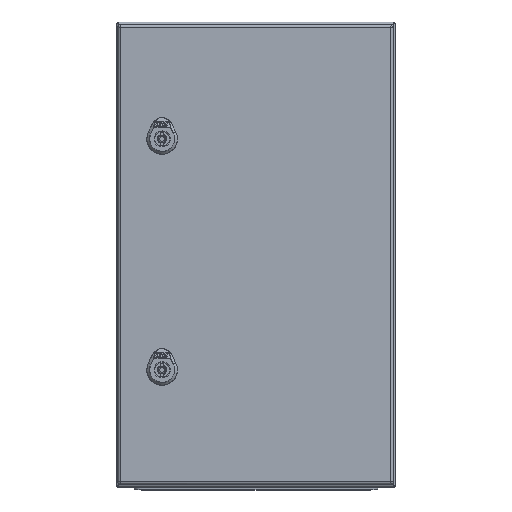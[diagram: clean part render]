
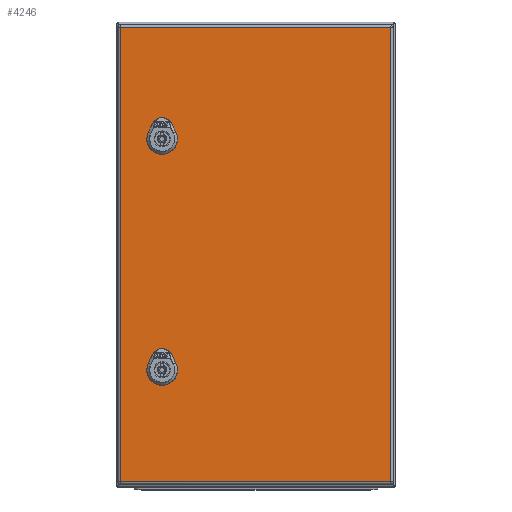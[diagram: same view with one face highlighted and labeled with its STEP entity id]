
A CAD part, top view. The second image highlights one B-rep face of the part: STEP entity #4246.
In plain terms, the highlighted face is planar.
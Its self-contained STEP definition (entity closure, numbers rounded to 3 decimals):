
#883=FACE_BOUND('',#6657,.T.);
#884=FACE_BOUND('',#6658,.T.);
#885=FACE_BOUND('',#6659,.T.);
#4246=ADVANCED_FACE('',(#883,#884,#885),#4912,.F.);
#4912=PLANE('',#19895);
#6657=EDGE_LOOP('',(#11032,#11033,#11034,#11035));
#6658=EDGE_LOOP('',(#11036,#11037,#11038,#11039,#11040,#11041,#11042,#11043));
#6659=EDGE_LOOP('',(#11044,#11045,#11046,#11047,#11048,#11049,#11050,#11051));
#7566=CIRCLE('',#19887,11.25);
#7567=CIRCLE('',#19888,11.25);
#7568=CIRCLE('',#19889,11.25);
#7569=CIRCLE('',#19890,11.25);
#7570=CIRCLE('',#19891,11.25);
#7571=CIRCLE('',#19892,11.25);
#7572=CIRCLE('',#19893,11.25);
#7573=CIRCLE('',#19894,11.25);
#11032=ORIENTED_EDGE('',*,*,#15641,.T.);
#11033=ORIENTED_EDGE('',*,*,#15642,.T.);
#11034=ORIENTED_EDGE('',*,*,#15643,.T.);
#11035=ORIENTED_EDGE('',*,*,#15644,.T.);
#11036=ORIENTED_EDGE('',*,*,#15645,.T.);
#11037=ORIENTED_EDGE('',*,*,#15646,.T.);
#11038=ORIENTED_EDGE('',*,*,#15647,.T.);
#11039=ORIENTED_EDGE('',*,*,#15648,.T.);
#11040=ORIENTED_EDGE('',*,*,#15649,.T.);
#11041=ORIENTED_EDGE('',*,*,#15650,.T.);
#11042=ORIENTED_EDGE('',*,*,#15651,.T.);
#11043=ORIENTED_EDGE('',*,*,#15652,.T.);
#11044=ORIENTED_EDGE('',*,*,#15653,.F.);
#11045=ORIENTED_EDGE('',*,*,#15654,.F.);
#11046=ORIENTED_EDGE('',*,*,#15655,.F.);
#11047=ORIENTED_EDGE('',*,*,#15656,.F.);
#11048=ORIENTED_EDGE('',*,*,#15657,.F.);
#11049=ORIENTED_EDGE('',*,*,#15658,.F.);
#11050=ORIENTED_EDGE('',*,*,#15659,.F.);
#11051=ORIENTED_EDGE('',*,*,#15660,.F.);
#13666=VERTEX_POINT('',#35571);
#13667=VERTEX_POINT('',#35572);
#13668=VERTEX_POINT('',#35574);
#13669=VERTEX_POINT('',#35576);
#13670=VERTEX_POINT('',#35579);
#13671=VERTEX_POINT('',#35580);
#13672=VERTEX_POINT('',#35582);
#13673=VERTEX_POINT('',#35584);
#13674=VERTEX_POINT('',#35586);
#13675=VERTEX_POINT('',#35588);
#13676=VERTEX_POINT('',#35590);
#13677=VERTEX_POINT('',#35592);
#13678=VERTEX_POINT('',#35595);
#13679=VERTEX_POINT('',#35596);
#13680=VERTEX_POINT('',#35598);
#13681=VERTEX_POINT('',#35600);
#13682=VERTEX_POINT('',#35602);
#13683=VERTEX_POINT('',#35604);
#13684=VERTEX_POINT('',#35606);
#13685=VERTEX_POINT('',#35608);
#15641=EDGE_CURVE('',#13666,#13667,#17252,.T.);
#15642=EDGE_CURVE('',#13667,#13668,#17253,.T.);
#15643=EDGE_CURVE('',#13668,#13669,#17254,.T.);
#15644=EDGE_CURVE('',#13669,#13666,#17255,.T.);
#15645=EDGE_CURVE('',#13670,#13671,#17256,.T.);
#15646=EDGE_CURVE('',#13671,#13672,#7566,.T.);
#15647=EDGE_CURVE('',#13672,#13673,#17257,.T.);
#15648=EDGE_CURVE('',#13673,#13674,#7567,.T.);
#15649=EDGE_CURVE('',#13674,#13675,#17258,.T.);
#15650=EDGE_CURVE('',#13675,#13676,#7568,.T.);
#15651=EDGE_CURVE('',#13676,#13677,#17259,.T.);
#15652=EDGE_CURVE('',#13677,#13670,#7569,.T.);
#15653=EDGE_CURVE('',#13678,#13679,#7570,.T.);
#15654=EDGE_CURVE('',#13680,#13678,#17260,.T.);
#15655=EDGE_CURVE('',#13681,#13680,#7571,.T.);
#15656=EDGE_CURVE('',#13682,#13681,#17261,.T.);
#15657=EDGE_CURVE('',#13683,#13682,#7572,.T.);
#15658=EDGE_CURVE('',#13684,#13683,#17262,.T.);
#15659=EDGE_CURVE('',#13685,#13684,#7573,.T.);
#15660=EDGE_CURVE('',#13679,#13685,#17263,.T.);
#17252=LINE('',#35570,#18466);
#17253=LINE('',#35573,#18467);
#17254=LINE('',#35575,#18468);
#17255=LINE('',#35577,#18469);
#17256=LINE('',#35578,#18470);
#17257=LINE('',#35583,#18471);
#17258=LINE('',#35587,#18472);
#17259=LINE('',#35591,#18473);
#17260=LINE('',#35597,#18474);
#17261=LINE('',#35601,#18475);
#17262=LINE('',#35605,#18476);
#17263=LINE('',#35609,#18477);
#18466=VECTOR('',#23198,1.);
#18467=VECTOR('',#23199,1.);
#18468=VECTOR('',#23200,1.);
#18469=VECTOR('',#23201,1.);
#18470=VECTOR('',#23202,1.);
#18471=VECTOR('',#23205,1.);
#18472=VECTOR('',#23208,1.);
#18473=VECTOR('',#23211,1.);
#18474=VECTOR('',#23216,1.);
#18475=VECTOR('',#23219,1.);
#18476=VECTOR('',#23222,1.);
#18477=VECTOR('',#23225,1.);
#19887=AXIS2_PLACEMENT_3D('',#35581,#23203,#23204);
#19888=AXIS2_PLACEMENT_3D('',#35585,#23206,#23207);
#19889=AXIS2_PLACEMENT_3D('',#35589,#23209,#23210);
#19890=AXIS2_PLACEMENT_3D('',#35593,#23212,#23213);
#19891=AXIS2_PLACEMENT_3D('',#35594,#23214,#23215);
#19892=AXIS2_PLACEMENT_3D('',#35599,#23217,#23218);
#19893=AXIS2_PLACEMENT_3D('',#35603,#23220,#23221);
#19894=AXIS2_PLACEMENT_3D('',#35607,#23223,#23224);
#19895=AXIS2_PLACEMENT_3D('',#35610,#23226,#23227);
#23198=DIRECTION('',(0.,1.,0.));
#23199=DIRECTION('',(1.,0.,0.));
#23200=DIRECTION('',(0.,-1.,0.));
#23201=DIRECTION('',(-1.,0.,0.));
#23202=DIRECTION('',(-1.,0.,0.));
#23203=DIRECTION('',(0.,0.,1.));
#23204=DIRECTION('',(1.,0.,0.));
#23205=DIRECTION('',(0.,-1.,0.));
#23206=DIRECTION('',(0.,0.,1.));
#23207=DIRECTION('',(1.,0.,0.));
#23208=DIRECTION('',(1.,0.,0.));
#23209=DIRECTION('',(0.,0.,1.));
#23210=DIRECTION('',(1.,0.,0.));
#23211=DIRECTION('',(0.,1.,0.));
#23212=DIRECTION('',(0.,0.,1.));
#23213=DIRECTION('',(1.,0.,0.));
#23214=DIRECTION('',(0.,0.,-1.));
#23215=DIRECTION('',(1.,0.,0.));
#23216=DIRECTION('',(-1.,0.,0.));
#23217=DIRECTION('',(0.,0.,-1.));
#23218=DIRECTION('',(1.,0.,0.));
#23219=DIRECTION('',(0.,-1.,0.));
#23220=DIRECTION('',(0.,0.,-1.));
#23221=DIRECTION('',(1.,0.,0.));
#23222=DIRECTION('',(1.,0.,0.));
#23223=DIRECTION('',(0.,0.,-1.));
#23224=DIRECTION('',(1.,0.,0.));
#23225=DIRECTION('',(0.,1.,0.));
#23226=DIRECTION('',(0.,0.,1.));
#23227=DIRECTION('',(1.,0.,0.));
#35570=CARTESIAN_POINT('',(-145.35,-244.7,0.));
#35571=CARTESIAN_POINT('',(-145.35,-244.4,0.));
#35572=CARTESIAN_POINT('',(-145.35,244.4,0.));
#35573=CARTESIAN_POINT('',(-145.65,244.4,0.));
#35574=CARTESIAN_POINT('',(145.35,244.4,0.));
#35575=CARTESIAN_POINT('',(145.35,-244.7,0.));
#35576=CARTESIAN_POINT('',(145.35,-244.4,0.));
#35577=CARTESIAN_POINT('',(-145.65,-244.4,0.));
#35578=CARTESIAN_POINT('',(-145.65,134.4,0.));
#35579=CARTESIAN_POINT('',(105.396,134.4,0.));
#35580=CARTESIAN_POINT('',(95.904,134.4,0.));
#35581=CARTESIAN_POINT('',(100.65,124.2,0.));
#35582=CARTESIAN_POINT('',(90.45,128.946,0.));
#35583=CARTESIAN_POINT('',(90.45,-244.7,0.));
#35584=CARTESIAN_POINT('',(90.45,119.454,0.));
#35585=CARTESIAN_POINT('',(100.65,124.2,0.));
#35586=CARTESIAN_POINT('',(95.904,114.,0.));
#35587=CARTESIAN_POINT('',(-145.65,114.,0.));
#35588=CARTESIAN_POINT('',(105.396,114.,0.));
#35589=CARTESIAN_POINT('',(100.65,124.2,0.));
#35590=CARTESIAN_POINT('',(110.85,119.454,0.));
#35591=CARTESIAN_POINT('',(110.85,-244.7,0.));
#35592=CARTESIAN_POINT('',(110.85,128.946,0.));
#35593=CARTESIAN_POINT('',(100.65,124.2,0.));
#35594=CARTESIAN_POINT('',(100.65,-124.2,0.));
#35595=CARTESIAN_POINT('',(95.904,-134.4,0.));
#35596=CARTESIAN_POINT('',(90.45,-128.946,0.));
#35597=CARTESIAN_POINT('',(-145.65,-134.4,0.));
#35598=CARTESIAN_POINT('',(105.396,-134.4,0.));
#35599=CARTESIAN_POINT('',(100.65,-124.2,0.));
#35600=CARTESIAN_POINT('',(110.85,-128.946,0.));
#35601=CARTESIAN_POINT('',(110.85,-244.7,0.));
#35602=CARTESIAN_POINT('',(110.85,-119.454,0.));
#35603=CARTESIAN_POINT('',(100.65,-124.2,0.));
#35604=CARTESIAN_POINT('',(105.396,-114.,0.));
#35605=CARTESIAN_POINT('',(-145.65,-114.,0.));
#35606=CARTESIAN_POINT('',(95.904,-114.,0.));
#35607=CARTESIAN_POINT('',(100.65,-124.2,0.));
#35608=CARTESIAN_POINT('',(90.45,-119.454,0.));
#35609=CARTESIAN_POINT('',(90.45,-244.7,0.));
#35610=CARTESIAN_POINT('',(-145.65,-244.7,0.));
